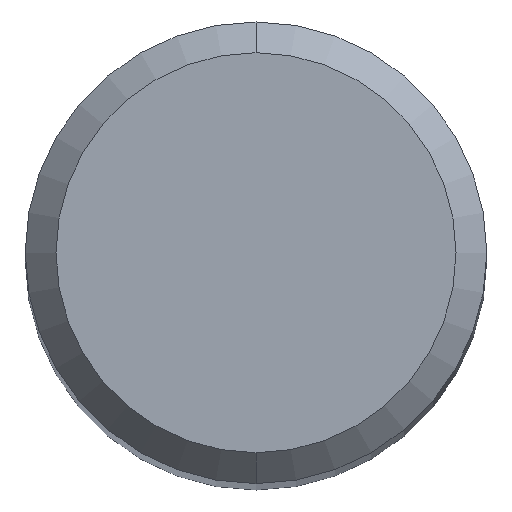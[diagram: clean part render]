
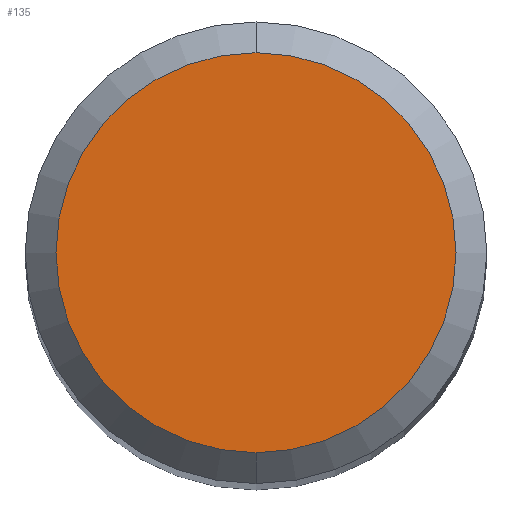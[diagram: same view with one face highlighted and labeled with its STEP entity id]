
A CAD part, top view. The second image highlights one B-rep face of the part: STEP entity #135.
In plain terms, the highlighted planar face has unit normal (0, 0, 1).
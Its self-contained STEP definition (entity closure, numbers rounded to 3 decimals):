
#117=EDGE_CURVE('',#151,#121,#300,.T.);
#121=VERTEX_POINT('',#304);
#135=ADVANCED_FACE('',(#319),#320,.T.);
#151=VERTEX_POINT('',#337);
#163=EDGE_CURVE('',#121,#151,#351,.T.);
#300=CIRCLE('',#498,2.6);
#304=CARTESIAN_POINT('',(0.,-2.6,0.0));
#319=FACE_OUTER_BOUND('',#525,.T.);
#320=PLANE('',#526);
#337=CARTESIAN_POINT('',(0.0,2.6,0.0));
#351=CIRCLE('',#564,2.6);
#498=AXIS2_PLACEMENT_3D('',#733,#734,#735);
#525=EDGE_LOOP('',(#759,#760));
#526=AXIS2_PLACEMENT_3D('',#761,#762,#763);
#564=AXIS2_PLACEMENT_3D('',#792,#793,#794);
#733=CARTESIAN_POINT('',(0.0,0.0,0.0));
#734=DIRECTION('',(0.0,0.0,-1.0));
#735=DIRECTION('',(0.0,1.0,0.0));
#759=ORIENTED_EDGE('',*,*,#117,.F.);
#760=ORIENTED_EDGE('',*,*,#163,.F.);
#761=CARTESIAN_POINT('',(0.0,1.3,0.0));
#762=DIRECTION('',(-0.0,0.0,1.0));
#763=DIRECTION('',(0.0,-1.0,0.0));
#792=CARTESIAN_POINT('',(0.0,0.0,0.0));
#793=DIRECTION('',(0.0,0.0,-1.0));
#794=DIRECTION('',(0.0,1.0,0.0));
